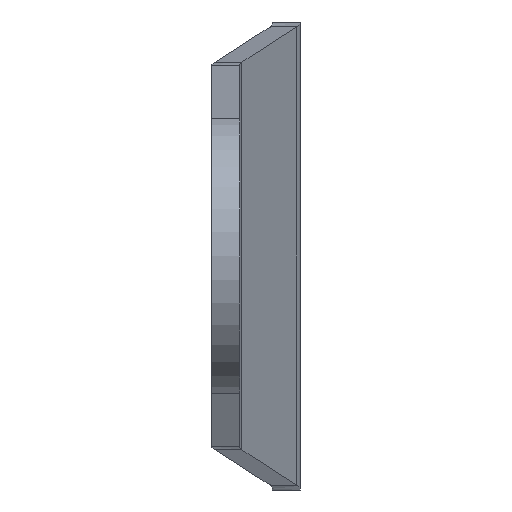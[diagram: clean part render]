
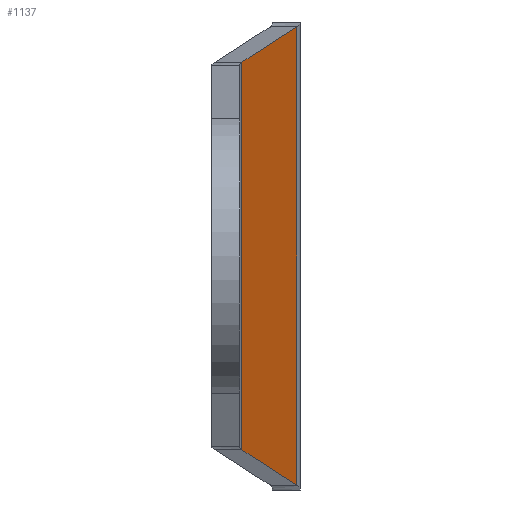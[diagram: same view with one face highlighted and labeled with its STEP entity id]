
A CAD part, front view. The second image highlights one B-rep face of the part: STEP entity #1137.
In plain terms, the highlighted planar face has unit normal (0.951, -0.309, 0).
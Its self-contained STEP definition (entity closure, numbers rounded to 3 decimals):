
#61 = LINE ( 'NONE', #869, #421 ) ;
#96 = DIRECTION ( 'NONE',  ( -0.951, 0.309, 0. ) ) ;
#213 = VECTOR ( 'NONE', #1839, 1000. ) ;
#221 = DIRECTION ( 'NONE',  ( 0.303, 0.933, -0.195 ) ) ;
#224 = CARTESIAN_POINT ( 'NONE',  ( 6.108, 43.795, 24.483 ) ) ;
#248 = AXIS2_PLACEMENT_3D ( 'NONE', #1976, #96, #857 ) ;
#260 = DIRECTION ( 'NONE',  ( -0.303, -0.933, -0.195 ) ) ;
#295 = ORIENTED_EDGE ( 'NONE', *, *, #572, .F. ) ;
#421 = VECTOR ( 'NONE', #260, 1000. ) ;
#572 = EDGE_CURVE ( 'NONE', #774, #970, #903, .T. ) ;
#589 = CARTESIAN_POINT ( 'NONE',  ( 6.108, 43.795, -24.483 ) ) ;
#774 = VERTEX_POINT ( 'NONE', #224 ) ;
#857 = DIRECTION ( 'NONE',  ( -0.309, -0.951, 0. ) ) ;
#869 = CARTESIAN_POINT ( 'NONE',  ( 0.263, 25.809, 20.722 ) ) ;
#880 = CARTESIAN_POINT ( 'NONE',  ( 0.245, 25.753, -20.71 ) ) ;
#885 = VECTOR ( 'NONE', #1417, 1000. ) ;
#891 = PLANE ( 'NONE',  #248 ) ;
#903 = LINE ( 'NONE', #1549, #213 ) ;
#970 = VERTEX_POINT ( 'NONE', #589 ) ;
#1003 = LINE ( 'NONE', #1826, #1457 ) ;
#1043 = VERTEX_POINT ( 'NONE', #1753 ) ;
#1059 = ORIENTED_EDGE ( 'NONE', *, *, #2018, .T. ) ;
#1125 = EDGE_CURVE ( 'NONE', #774, #1043, #61, .T. ) ;
#1137 = ADVANCED_FACE ( 'NONE', ( #2023 ), #891, .F. ) ;
#1309 = EDGE_CURVE ( 'NONE', #1043, #2034, #1407, .T. ) ;
#1319 = ORIENTED_EDGE ( 'NONE', *, *, #1309, .T. ) ;
#1407 = LINE ( 'NONE', #2051, #885 ) ;
#1417 = DIRECTION ( 'NONE',  ( 0., 0., -1. ) ) ;
#1457 = VECTOR ( 'NONE', #221, 1000. ) ;
#1549 = CARTESIAN_POINT ( 'NONE',  ( 6.108, 43.795, 25. ) ) ;
#1753 = CARTESIAN_POINT ( 'NONE',  ( 0.245, 25.753, 20.71 ) ) ;
#1779 = ORIENTED_EDGE ( 'NONE', *, *, #1125, .T. ) ;
#1826 = CARTESIAN_POINT ( 'NONE',  ( -2.694, 16.712, -18.819 ) ) ;
#1833 = EDGE_LOOP ( 'NONE', ( #1779, #1319, #1059, #295 ) ) ;
#1839 = DIRECTION ( 'NONE',  ( 0., 0., -1. ) ) ;
#1976 = CARTESIAN_POINT ( 'NONE',  ( 0., 25., 25. ) ) ;
#2018 = EDGE_CURVE ( 'NONE', #2034, #970, #1003, .T. ) ;
#2023 = FACE_OUTER_BOUND ( 'NONE', #1833, .T. ) ;
#2034 = VERTEX_POINT ( 'NONE', #880 ) ;
#2051 = CARTESIAN_POINT ( 'NONE',  ( 0.245, 25.753, 25. ) ) ;
